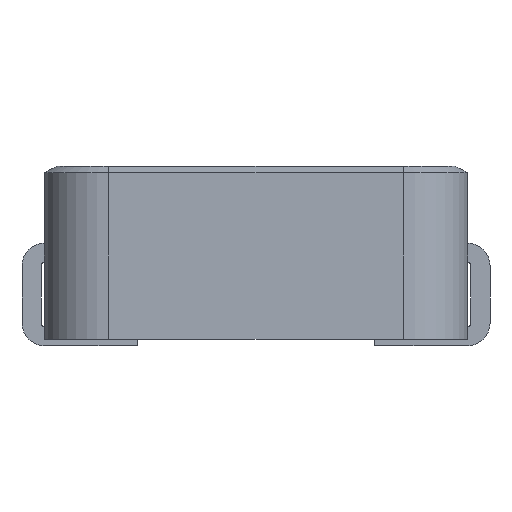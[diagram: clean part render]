
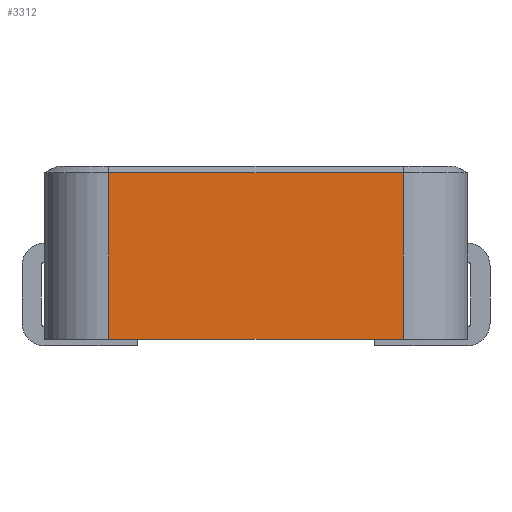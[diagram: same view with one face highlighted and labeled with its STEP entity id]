
A CAD part, front view. The second image highlights one B-rep face of the part: STEP entity #3312.
In plain terms, the highlighted planar face has unit normal (0, -1, 0).
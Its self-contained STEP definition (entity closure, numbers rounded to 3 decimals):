
#137=LINE('',#4544,#427);
#157=LINE('',#4589,#447);
#158=LINE('',#4593,#448);
#159=LINE('',#4594,#449);
#427=VECTOR('',#3711,1000.);
#447=VECTOR('',#3747,1000.);
#448=VECTOR('',#3752,1000.);
#449=VECTOR('',#3753,1000.);
#814=ORIENTED_EDGE('',*,*,#1467,.F.);
#815=ORIENTED_EDGE('',*,*,#1469,.T.);
#816=ORIENTED_EDGE('',*,*,#1444,.T.);
#817=ORIENTED_EDGE('',*,*,#1470,.T.);
#1444=EDGE_CURVE('',#1761,#1773,#137,.T.);
#1467=EDGE_CURVE('',#1758,#1790,#157,.T.);
#1469=EDGE_CURVE('',#1758,#1761,#158,.T.);
#1470=EDGE_CURVE('',#1773,#1790,#159,.T.);
#1758=VERTEX_POINT('',#4504);
#1761=VERTEX_POINT('',#4512);
#1773=VERTEX_POINT('',#4545);
#1790=VERTEX_POINT('',#4590);
#2006=EDGE_LOOP('',(#814,#815,#816,#817));
#2150=FACE_BOUND('',#2006,.T.);
#2276=PLANE('',#3463);
#3312=ADVANCED_FACE('',(#2150),#2276,.F.);
#3463=AXIS2_PLACEMENT_3D('',#4592,#3750,#3751);
#3711=DIRECTION('',(0.,0.,-1.));
#3747=DIRECTION('',(0.,0.,-1.));
#3750=DIRECTION('',(0.,1.,0.));
#3751=DIRECTION('',(-1.,0.,0.));
#3752=DIRECTION('',(-1.,0.,0.));
#3753=DIRECTION('',(1.,0.,0.));
#4504=CARTESIAN_POINT('',(2.3,-3.3,2.6));
#4512=CARTESIAN_POINT('',(-2.3,-3.3,2.6));
#4544=CARTESIAN_POINT('',(-2.3,-3.3,2.7));
#4545=CARTESIAN_POINT('',(-2.3,-3.3,0.));
#4589=CARTESIAN_POINT('',(2.3,-3.3,2.7));
#4590=CARTESIAN_POINT('',(2.3,-3.3,0.));
#4592=CARTESIAN_POINT('',(-3.3,-3.3,2.7));
#4593=CARTESIAN_POINT('',(-2.3,-3.3,2.6));
#4594=CARTESIAN_POINT('',(-3.3,-3.3,0.));
